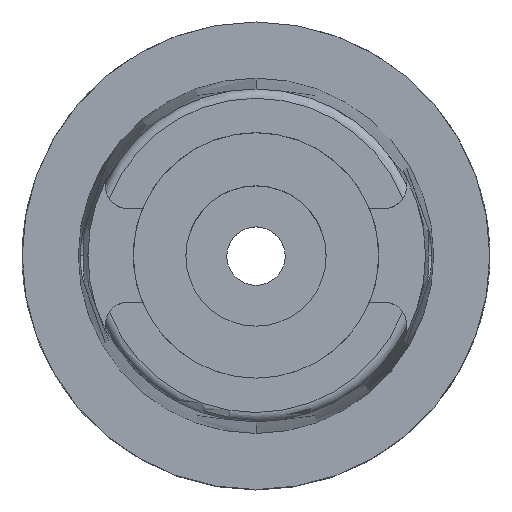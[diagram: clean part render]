
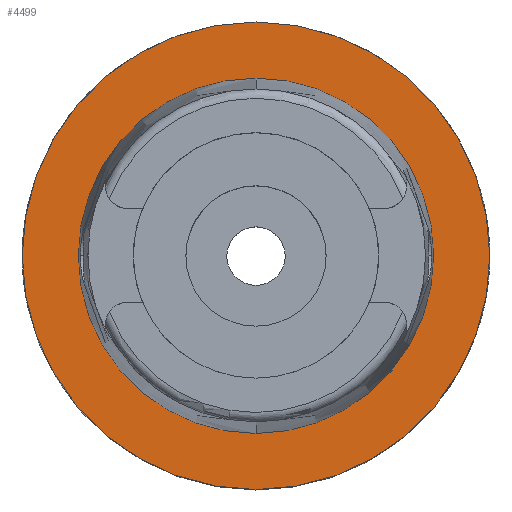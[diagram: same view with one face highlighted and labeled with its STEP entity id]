
A CAD part, top view. The second image highlights one B-rep face of the part: STEP entity #4499.
In plain terms, the highlighted planar face has unit normal (0, 0, 1).
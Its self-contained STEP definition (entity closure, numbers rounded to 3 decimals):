
#2303=CARTESIAN_POINT('',(0.,0.,0.));
#2304=DIRECTION('',(0.,0.,-1.));
#2305=DIRECTION('',(0.,-1.,0.));
#2306=AXIS2_PLACEMENT_3D('',#2303,#2304,#2305);
#2311=CARTESIAN_POINT('',(0.,0.,0.));
#2312=DIRECTION('',(0.,0.,-1.));
#2313=DIRECTION('',(0.,1.,0.));
#2314=AXIS2_PLACEMENT_3D('',#2311,#2312,#2313);
#2319=CARTESIAN_POINT('',(0.,0.,0.));
#2320=DIRECTION('',(0.,0.,1.));
#2321=DIRECTION('',(0.,-1.,0.));
#2322=AXIS2_PLACEMENT_3D('',#2319,#2320,#2321);
#2327=CARTESIAN_POINT('',(0.,0.,0.));
#2328=DIRECTION('',(0.,0.,1.));
#2329=DIRECTION('',(0.,1.,0.));
#2330=AXIS2_PLACEMENT_3D('',#2327,#2328,#2329);
#2533=CARTESIAN_POINT('',(0.,-15.2,0.));
#2534=VERTEX_POINT('',#2533);
#2535=CARTESIAN_POINT('',(0.,15.2,0.));
#2536=VERTEX_POINT('',#2535);
#2811=CARTESIAN_POINT('',(0.,20.,0.));
#2812=VERTEX_POINT('',#2811);
#2813=CARTESIAN_POINT('',(0.,-20.,0.));
#2814=VERTEX_POINT('',#2813);
#4486=CARTESIAN_POINT('',(0.,0.,0.));
#4487=DIRECTION('',(0.,0.,-1.));
#4488=DIRECTION('',(0.,-1.,0.));
#4489=AXIS2_PLACEMENT_3D('',#4486,#4487,#4488);
#4490=PLANE('',#4489);
#4491=ORIENTED_EDGE('',*,*,#4098,.T.);
#4492=ORIENTED_EDGE('',*,*,#4241,.T.);
#4493=EDGE_LOOP('',(#4491,#4492));
#4494=FACE_OUTER_BOUND('',#4493,.F.);
#4495=ORIENTED_EDGE('',*,*,#3042,.T.);
#4496=ORIENTED_EDGE('',*,*,#3011,.T.);
#4497=EDGE_LOOP('',(#4495,#4496));
#4498=FACE_BOUND('',#4497,.F.);
#2307=CIRCLE('',#2306,20.);
#2315=CIRCLE('',#2314,20.);
#2323=CIRCLE('',#2322,15.2);
#2331=CIRCLE('',#2330,15.2);
#3011=EDGE_CURVE('',#2536,#2534,#2331,.T.);
#3042=EDGE_CURVE('',#2534,#2536,#2323,.T.);
#4098=EDGE_CURVE('',#2814,#2812,#2307,.T.);
#4241=EDGE_CURVE('',#2812,#2814,#2315,.T.);
#4499=ADVANCED_FACE('',(#4494,#4498),#4490,.F.);
